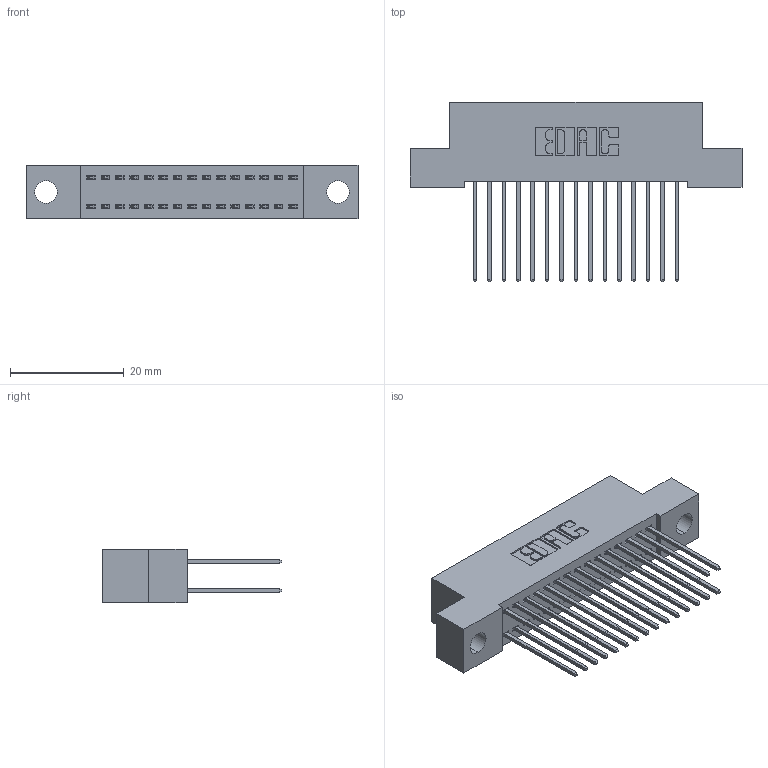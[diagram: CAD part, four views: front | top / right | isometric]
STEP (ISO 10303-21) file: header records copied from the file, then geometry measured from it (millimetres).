
FILE_DESCRIPTION (( 'STEP AP203' ), '1' );
FILE_NAME ('392-030-542-204.STEP', '2019-10-07T13:34:40', ( '' ), ( '' ), 'SwSTEP 2.0', 'SolidWorks 2016', '' );
FILE_SCHEMA (( 'CONFIG_CONTROL_DESIGN' ));
Length unit declared in the file: inch
Products named in the file (3): 392-030-542-204; 342 Part_.156 TH; 345-292-001_345-293-142
Assembly tree (31 placements, depth 2):
  392-030-542-204
    342 Part_.156 TH
    345-292-001_345-293-142  x30
Bounding box: 58.42 x 31.63 x 9.4 mm (x, y, z)
Volume: 5174.1 mm3; surface area: 8208.5 mm2
Topology: 31 solids, 31 shells, 1670 faces, 4949 edges, 3258 vertices
Faces by surface type: plane 1146, cylinder 524
Entity records: 13031 total; most frequent: CARTESIAN_POINT 2190, ORIENTED_EDGE 2126, DIRECTION 1919, EDGE_CURVE 1063, LINE 935, VECTOR 935, VERTEX_POINT 706, AXIS2_PLACEMENT_3D 492
